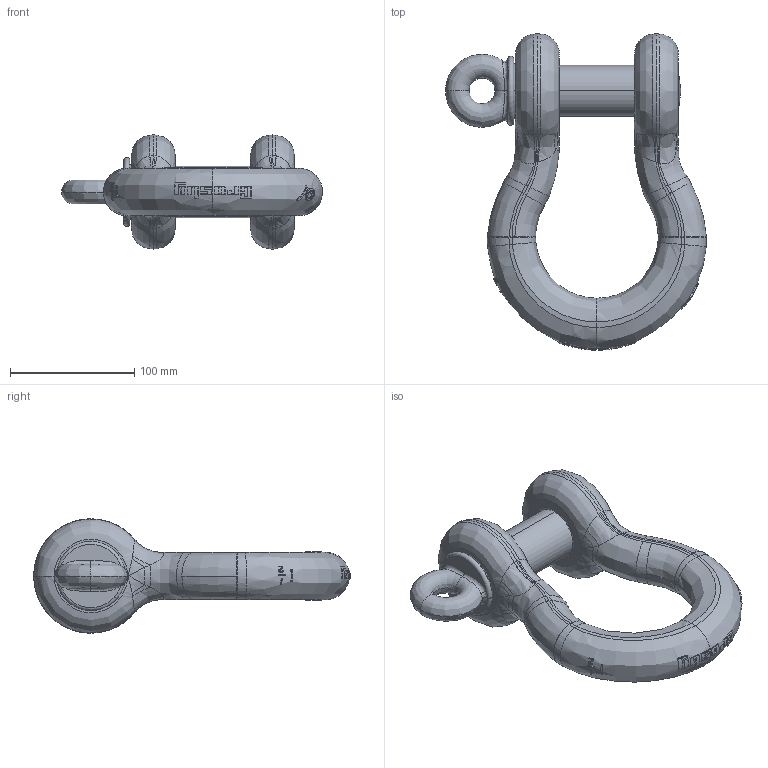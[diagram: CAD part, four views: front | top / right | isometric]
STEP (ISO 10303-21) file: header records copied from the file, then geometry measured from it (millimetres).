
FILE_DESCRIPTION((''),'2;1');
FILE_NAME('CROSBY_209_150','2003-11-18T',('adoughty'),('The Crosby Group, Inc.'),'PRO/ENGINEER BY PARAMETRIC TECHNOLOGY CORPORATION, 2001150','PRO/ENGINEER BY PARAMETRIC TECHNOLOGY CORPORATION, 2001150','');
FILE_SCHEMA(('CONFIG_CONTROL_DESIGN'));
Length unit declared in the file: inch
Products named in the file (1): CROSBY_209_150
Bounding box: 209.93 x 254.7 x 91.93 mm (x, y, z)
Volume: 969506.2 mm3; surface area: 113478.2 mm2
Topology: 2 solids, 2 shells, 285 faces, 704 edges, 433 vertices
Faces by surface type: bspline 191, plane 79, cylinder 7, torus 6, cone 2
Entity records: 17567 total; most frequent: CARTESIAN_POINT 12514, ORIENTED_EDGE 1404, EDGE_CURVE 702, B_SPLINE_CURVE_WITH_KNOTS 559, VERTEX_POINT 433, DIRECTION 357, EDGE_LOOP 303, FACE_OUTER_BOUND 285
